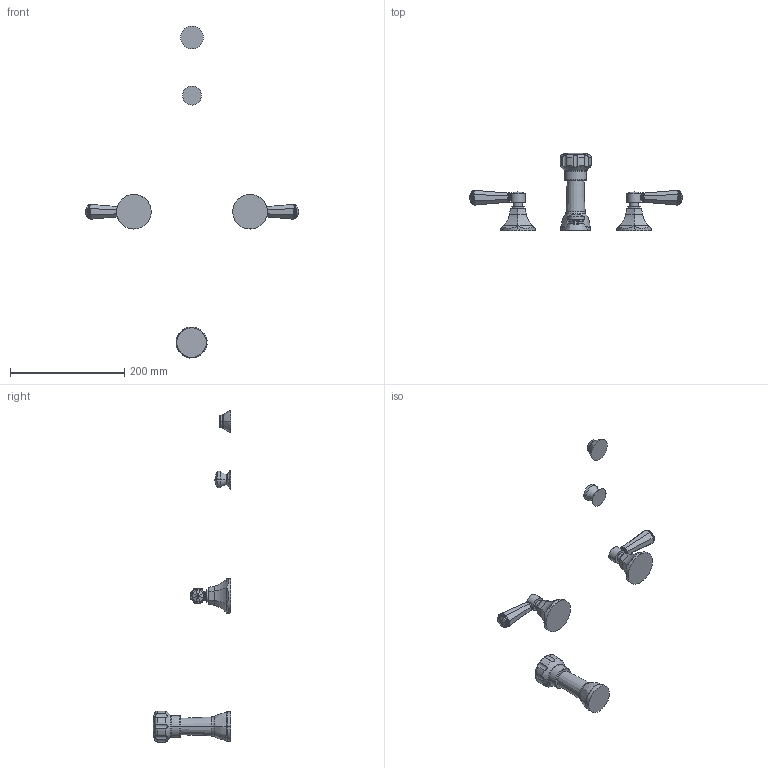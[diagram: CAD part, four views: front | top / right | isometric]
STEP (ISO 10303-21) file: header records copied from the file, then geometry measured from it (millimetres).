
FILE_DESCRIPTION((''),'2;1');
FILE_NAME('1239','2021-01-28T09:47:23',('jinson.thomas'),(''),'CREO PARAMETRIC BY PTC INC, 2018400','CREO PARAMETRIC BY PTC INC, 2018400','');
FILE_SCHEMA(('CONFIG_CONTROL_DESIGN'));
Length unit declared in the file: inch
Products named in the file (1): 1239
Bounding box: 373.78 x 135.97 x 580.58 mm (x, y, z)
Volume: 388506.1 mm3; surface area: 66434.9 mm2
Topology: 5 solids, 5 shells, 399 faces, 904 edges, 532 vertices
Faces by surface type: plane 175, cylinder 130, torus 38, sphere 34, cone 14, bspline 8
Entity records: 13711 total; most frequent: CARTESIAN_POINT 4714, DIRECTION 1962, ORIENTED_EDGE 1792, EDGE_CURVE 896, AXIS2_PLACEMENT_3D 737, VERTEX_POINT 532, VECTOR 488, LINE 488
